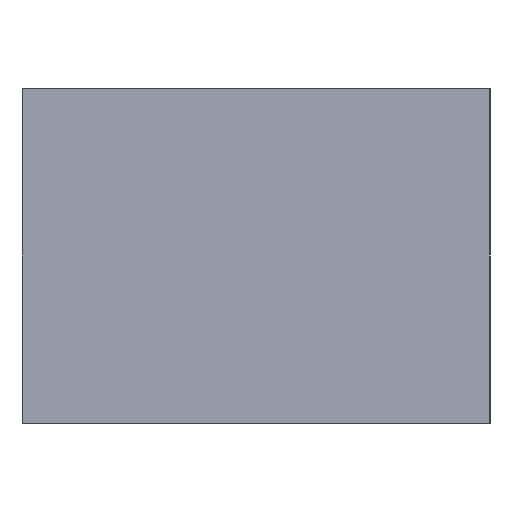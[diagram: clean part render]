
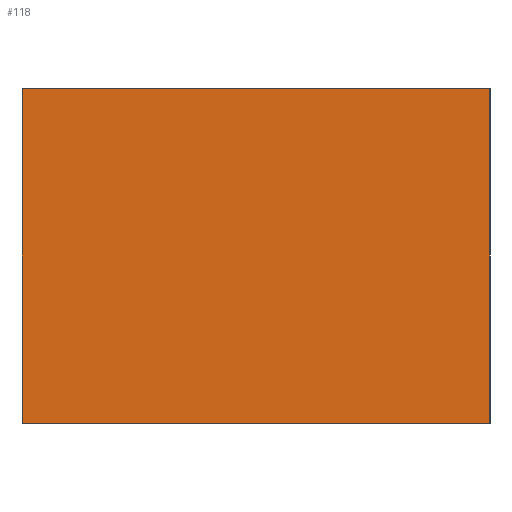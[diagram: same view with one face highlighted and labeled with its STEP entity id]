
A CAD part, left-side view. The second image highlights one B-rep face of the part: STEP entity #118.
In plain terms, the highlighted planar face has unit normal (-1, 0, 0).
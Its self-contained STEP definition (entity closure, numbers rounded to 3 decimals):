
#118 = ADVANCED_FACE('',(#119),#153,.F.);
#119 = FACE_BOUND('',#120,.F.);
#120 = EDGE_LOOP('',(#121,#131,#139,#147));
#121 = ORIENTED_EDGE('',*,*,#122,.F.);
#122 = EDGE_CURVE('',#123,#125,#127,.T.);
#123 = VERTEX_POINT('',#124);
#124 = CARTESIAN_POINT('',(0.,0.,0.1));
#125 = VERTEX_POINT('',#126);
#126 = CARTESIAN_POINT('',(0.,0.,2.1));
#127 = LINE('',#128,#129);
#128 = CARTESIAN_POINT('',(0.,0.,0.1));
#129 = VECTOR('',#130,1.);
#130 = DIRECTION('',(0.,0.,1.));
#131 = ORIENTED_EDGE('',*,*,#132,.T.);
#132 = EDGE_CURVE('',#123,#133,#135,.T.);
#133 = VERTEX_POINT('',#134);
#134 = CARTESIAN_POINT('',(0.,2.8,0.1));
#135 = LINE('',#136,#137);
#136 = CARTESIAN_POINT('',(0.,0.,0.1));
#137 = VECTOR('',#138,1.);
#138 = DIRECTION('',(0.,1.,0.));
#139 = ORIENTED_EDGE('',*,*,#140,.T.);
#140 = EDGE_CURVE('',#133,#141,#143,.T.);
#141 = VERTEX_POINT('',#142);
#142 = CARTESIAN_POINT('',(0.,2.8,2.1));
#143 = LINE('',#144,#145);
#144 = CARTESIAN_POINT('',(0.,2.8,0.1));
#145 = VECTOR('',#146,1.);
#146 = DIRECTION('',(0.,0.,1.));
#147 = ORIENTED_EDGE('',*,*,#148,.F.);
#148 = EDGE_CURVE('',#125,#141,#149,.T.);
#149 = LINE('',#150,#151);
#150 = CARTESIAN_POINT('',(0.,0.,2.1));
#151 = VECTOR('',#152,1.);
#152 = DIRECTION('',(0.,1.,0.));
#153 = PLANE('',#154);
#154 = AXIS2_PLACEMENT_3D('',#155,#156,#157);
#155 = CARTESIAN_POINT('',(0.,0.,0.1));
#156 = DIRECTION('',(1.,0.,0.));
#157 = DIRECTION('',(0.,0.,1.));
